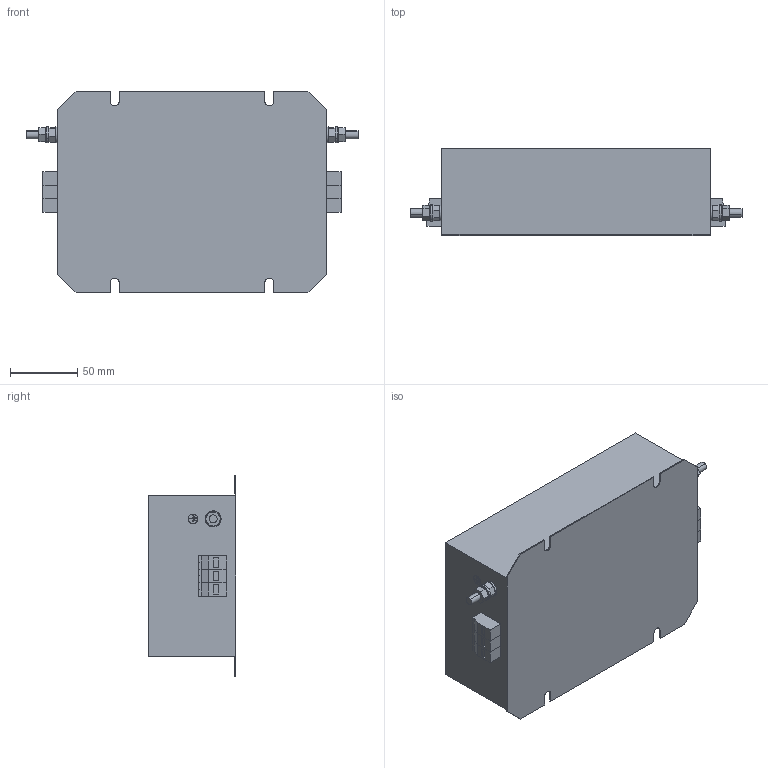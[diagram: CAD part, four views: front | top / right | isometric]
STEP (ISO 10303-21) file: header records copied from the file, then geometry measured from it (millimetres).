
FILE_DESCRIPTION (( 'STEP AP214' ), '1' );
FILE_NAME ('151320.STEP', '2024-01-19T13:16:39', ( '' ), ( '' ), 'SwSTEP 2.0', 'SolidWorks 2022', '' );
FILE_SCHEMA (( 'AUTOMOTIVE_DESIGN' ));
Length unit declared in the file: millimetre
Products named in the file (1): 151320
Bounding box: 247 x 65.05 x 150 mm (x, y, z)
Volume: 1580154.7 mm3; surface area: 106069.4 mm2
Topology: 1 solids, 15 shells, 321 faces, 732 edges, 480 vertices
Faces by surface type: plane 255, cylinder 66
Entity records: 8964 total; most frequent: CARTESIAN_POINT 1534, DIRECTION 1532, ORIENTED_EDGE 1464, EDGE_CURVE 732, LINE 576, VECTOR 576, VERTEX_POINT 480, AXIS2_PLACEMENT_3D 478
